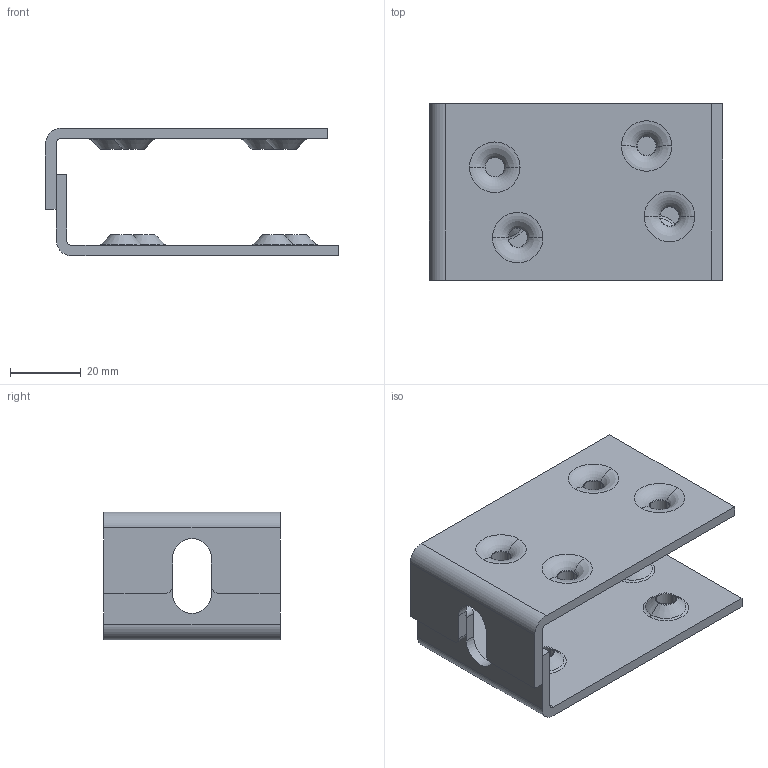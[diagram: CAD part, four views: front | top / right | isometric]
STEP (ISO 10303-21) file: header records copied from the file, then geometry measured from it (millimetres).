
FILE_DESCRIPTION (( 'STEP AP203' ), '1' );
FILE_NAME ('1.21.F18.STEP', '2019-05-28T07:21:34', ( '' ), ( '' ), 'SwSTEP 2.0', 'SolidWorks 2018', '' );
FILE_SCHEMA (( 'CONFIG_CONTROL_DESIGN' ));
Length unit declared in the file: millimetre
Products named in the file (1): 1.21.F18
Bounding box: 83 x 50 x 36.22 mm (x, y, z)
Volume: 28500.2 mm3; surface area: 21571.7 mm2
Topology: 2 solids, 2 shells, 120 faces, 276 edges, 168 vertices
Faces by surface type: torus 32, cone 32, plane 30, cylinder 26
Entity records: 3527 total; most frequent: DIRECTION 682, CARTESIAN_POINT 565, ORIENTED_EDGE 552, AXIS2_PLACEMENT_3D 285, EDGE_CURVE 276, VERTEX_POINT 168, CIRCLE 164, EDGE_LOOP 144
